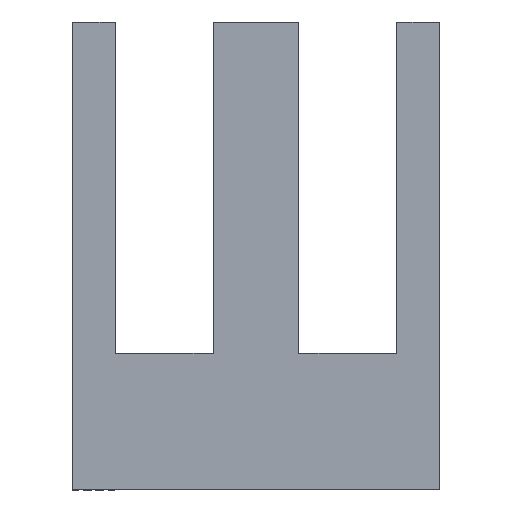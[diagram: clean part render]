
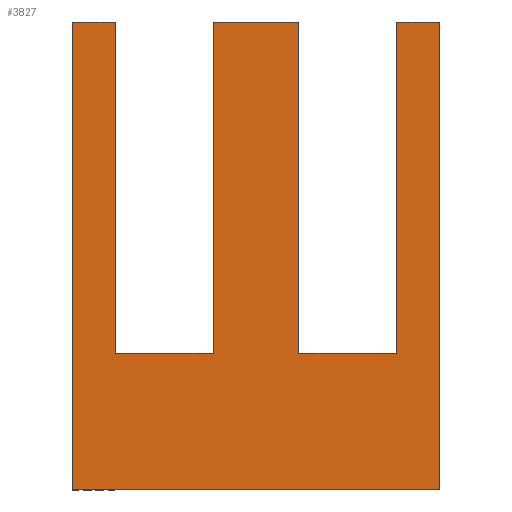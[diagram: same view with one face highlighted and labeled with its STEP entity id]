
A CAD part, front view. The second image highlights one B-rep face of the part: STEP entity #3827.
In plain terms, the highlighted planar face has unit normal (0, -1, 0).
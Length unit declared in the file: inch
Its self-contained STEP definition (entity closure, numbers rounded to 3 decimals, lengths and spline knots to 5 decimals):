
#518=FACE_OUTER_BOUND('',#752,.T.);
#752=EDGE_LOOP('',(#3476,#3477,#3478,#3479,#3480,#3481,#3482,#3483,#3484,
#3485,#3486,#3487));
#890=LINE('',#5885,#1240);
#910=LINE('',#5938,#1260);
#920=LINE('',#5963,#1270);
#933=LINE('',#5996,#1283);
#935=LINE('',#6000,#1285);
#937=LINE('',#6003,#1287);
#940=LINE('',#6009,#1290);
#961=LINE('',#6091,#1311);
#965=LINE('',#6102,#1315);
#967=LINE('',#6106,#1317);
#991=LINE('',#6174,#1341);
#1135=LINE('',#6688,#1485);
#1240=VECTOR('',#4445,0.3937);
#1260=VECTOR('',#4485,0.3937);
#1270=VECTOR('',#4503,0.3937);
#1283=VECTOR('',#4528,0.3937);
#1285=VECTOR('',#4532,0.3937);
#1287=VECTOR('',#4536,0.3937);
#1290=VECTOR('',#4541,0.3937);
#1311=VECTOR('',#4642,0.3937);
#1315=VECTOR('',#4656,0.3937);
#1317=VECTOR('',#4662,0.3937);
#1341=VECTOR('',#4728,0.3937);
#1485=VECTOR('',#5284,0.3937);
#1591=VERTEX_POINT('',#5882);
#1592=VERTEX_POINT('',#5884);
#1614=VERTEX_POINT('',#5935);
#1615=VERTEX_POINT('',#5937);
#1625=VERTEX_POINT('',#5960);
#1626=VERTEX_POINT('',#5962);
#1639=VERTEX_POINT('',#5993);
#1640=VERTEX_POINT('',#5995);
#1641=VERTEX_POINT('',#5999);
#1643=VERTEX_POINT('',#6007);
#1666=VERTEX_POINT('',#6100);
#1689=VERTEX_POINT('',#6172);
#2009=EDGE_CURVE('',#1592,#1591,#890,.T.);
#2034=EDGE_CURVE('',#1615,#1614,#910,.T.);
#2046=EDGE_CURVE('',#1626,#1625,#920,.T.);
#2063=EDGE_CURVE('',#1639,#1640,#933,.T.);
#2065=EDGE_CURVE('',#1641,#1625,#935,.T.);
#2067=EDGE_CURVE('',#1640,#1591,#937,.T.);
#2070=EDGE_CURVE('',#1643,#1641,#940,.T.);
#2108=EDGE_CURVE('',#1639,#1615,#961,.T.);
#2113=EDGE_CURVE('',#1626,#1666,#965,.T.);
#2115=EDGE_CURVE('',#1643,#1592,#967,.T.);
#2149=EDGE_CURVE('',#1689,#1614,#991,.T.);
#2405=EDGE_CURVE('',#1666,#1689,#1135,.T.);
#3476=ORIENTED_EDGE('',*,*,#2034,.T.);
#3477=ORIENTED_EDGE('',*,*,#2149,.F.);
#3478=ORIENTED_EDGE('',*,*,#2405,.F.);
#3479=ORIENTED_EDGE('',*,*,#2113,.F.);
#3480=ORIENTED_EDGE('',*,*,#2046,.T.);
#3481=ORIENTED_EDGE('',*,*,#2065,.F.);
#3482=ORIENTED_EDGE('',*,*,#2070,.F.);
#3483=ORIENTED_EDGE('',*,*,#2115,.T.);
#3484=ORIENTED_EDGE('',*,*,#2009,.T.);
#3485=ORIENTED_EDGE('',*,*,#2067,.F.);
#3486=ORIENTED_EDGE('',*,*,#2063,.F.);
#3487=ORIENTED_EDGE('',*,*,#2108,.T.);
#3617=PLANE('',#4205);
#3827=ADVANCED_FACE('',(#518),#3617,.T.);
#4205=AXIS2_PLACEMENT_3D('',#6687,#5282,#5283);
#4445=DIRECTION('',(0.,0.,-1.));
#4485=DIRECTION('',(0.,0.,-1.));
#4503=DIRECTION('',(0.,0.,-1.));
#4528=DIRECTION('',(0.,0.,-1.));
#4532=DIRECTION('',(1.,0.,0.));
#4536=DIRECTION('',(1.,0.,0.));
#4541=DIRECTION('',(0.,0.,-1.));
#4642=DIRECTION('',(-1.,0.,0.));
#4656=DIRECTION('',(1.,0.,0.));
#4662=DIRECTION('',(-1.,0.,0.));
#4728=DIRECTION('',(-1.,0.,0.));
#5282=DIRECTION('center_axis',(0.,-1.,0.));
#5283=DIRECTION('ref_axis',(-1.,0.,0.));
#5284=DIRECTION('',(0.,0.,-1.));
#5882=CARTESIAN_POINT('',(-0.27559,-2.1063,-2.13175));
#5884=CARTESIAN_POINT('',(-0.27559,-2.1063,0.));
#5885=CARTESIAN_POINT('',(-0.27559,-2.1063,0.));
#5935=CARTESIAN_POINT('',(-1.1811,-2.1063,-3.01181));
#5937=CARTESIAN_POINT('',(-1.1811,-2.1063,0.));
#5938=CARTESIAN_POINT('',(-1.1811,-2.1063,0.));
#5960=CARTESIAN_POINT('',(0.90551,-2.1063,-2.13175));
#5962=CARTESIAN_POINT('',(0.90551,-2.1063,0.));
#5963=CARTESIAN_POINT('',(0.90551,-2.1063,0.));
#5993=CARTESIAN_POINT('',(-0.90551,-2.1063,0.));
#5995=CARTESIAN_POINT('',(-0.90551,-2.1063,-2.13175));
#5996=CARTESIAN_POINT('',(-0.90551,-2.1063,0.));
#5999=CARTESIAN_POINT('',(0.27559,-2.1063,-2.13175));
#6000=CARTESIAN_POINT('',(0.45276,-2.1063,-2.13175));
#6003=CARTESIAN_POINT('',(-0.1378,-2.1063,-2.13175));
#6007=CARTESIAN_POINT('',(0.27559,-2.1063,0.));
#6009=CARTESIAN_POINT('',(0.27559,-2.1063,0.));
#6091=CARTESIAN_POINT('',(-0.90551,-2.1063,0.));
#6100=CARTESIAN_POINT('',(1.1811,-2.1063,0.));
#6102=CARTESIAN_POINT('',(0.90551,-2.1063,0.));
#6106=CARTESIAN_POINT('',(0.27559,-2.1063,0.));
#6172=CARTESIAN_POINT('',(1.1811,-2.1063,-3.01181));
#6174=CARTESIAN_POINT('',(-1.1811,-2.1063,-3.01181));
#6687=CARTESIAN_POINT('Origin',(0.27559,-2.1063,0.));
#6688=CARTESIAN_POINT('',(1.1811,-2.1063,0.));
